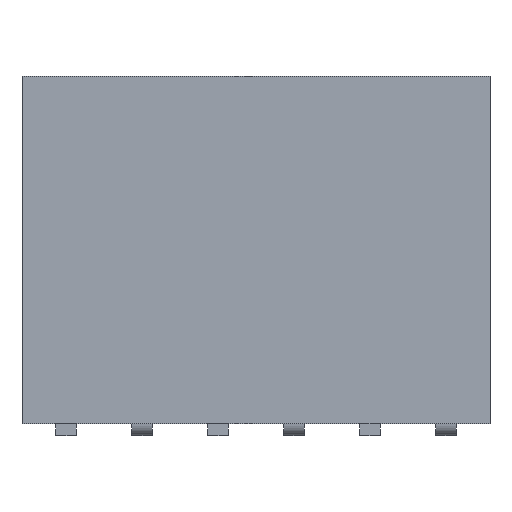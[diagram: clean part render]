
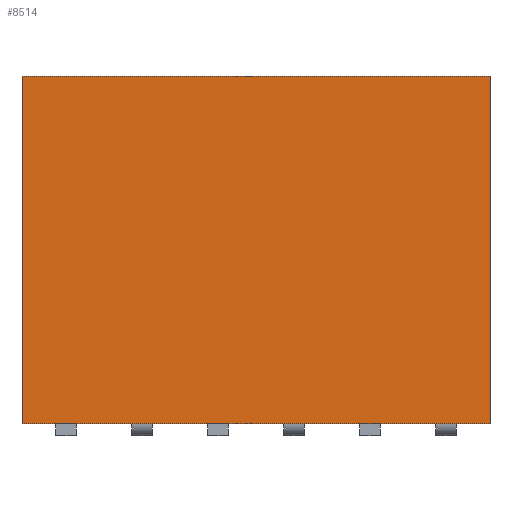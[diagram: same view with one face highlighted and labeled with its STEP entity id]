
A CAD part, front view. The second image highlights one B-rep face of the part: STEP entity #8514.
In plain terms, the highlighted planar face has unit normal (0, -1, 0).
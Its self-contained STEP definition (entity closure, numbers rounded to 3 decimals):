
#183=PLANE('',#9059);
#538=FACE_OUTER_BOUND('',#1030,.T.);
#1030=EDGE_LOOP('',(#6153,#6154,#6155,#6156));
#1574=LINE('',#12491,#2558);
#1600=LINE('',#12545,#2584);
#1628=LINE('',#12599,#2612);
#1630=LINE('',#12603,#2614);
#2558=VECTOR('',#9977,1.);
#2584=VECTOR('',#10005,1.);
#2612=VECTOR('',#10035,1.);
#2614=VECTOR('',#10041,1.);
#3745=VERTEX_POINT('',#12484);
#3748=VERTEX_POINT('',#12489);
#3773=VERTEX_POINT('',#12541);
#3775=VERTEX_POINT('',#12544);
#4632=EDGE_CURVE('',#3748,#3745,#1574,.T.);
#4658=EDGE_CURVE('',#3775,#3773,#1600,.T.);
#4686=EDGE_CURVE('',#3745,#3773,#1628,.T.);
#4688=EDGE_CURVE('',#3748,#3775,#1630,.T.);
#6153=ORIENTED_EDGE('',*,*,#4658,.T.);
#6154=ORIENTED_EDGE('',*,*,#4686,.F.);
#6155=ORIENTED_EDGE('',*,*,#4632,.F.);
#6156=ORIENTED_EDGE('',*,*,#4688,.T.);
#8514=ADVANCED_FACE('',(#538),#183,.F.);
#9059=AXIS2_PLACEMENT_3D('',#12604,#10042,#10043);
#9977=DIRECTION('',(1.,0.,0.));
#10005=DIRECTION('',(1.,0.,0.));
#10035=DIRECTION('',(0.,0.,-1.));
#10041=DIRECTION('',(0.,0.,-1.));
#10042=DIRECTION('center_axis',(0.,1.,0.));
#10043=DIRECTION('ref_axis',(0.,0.,-1.));
#12484=CARTESIAN_POINT('',(2.793,-1.587,2.9));
#12489=CARTESIAN_POINT('',(-5.027,-1.587,2.9));
#12491=CARTESIAN_POINT('',(-5.027,-1.587,2.9));
#12541=CARTESIAN_POINT('',(2.793,-1.587,-2.9));
#12544=CARTESIAN_POINT('',(-5.027,-1.587,-2.9));
#12545=CARTESIAN_POINT('',(-5.027,-1.587,-2.9));
#12599=CARTESIAN_POINT('',(2.793,-1.587,2.9));
#12603=CARTESIAN_POINT('',(-5.027,-1.587,2.9));
#12604=CARTESIAN_POINT('Origin',(-5.027,-1.587,2.9));
